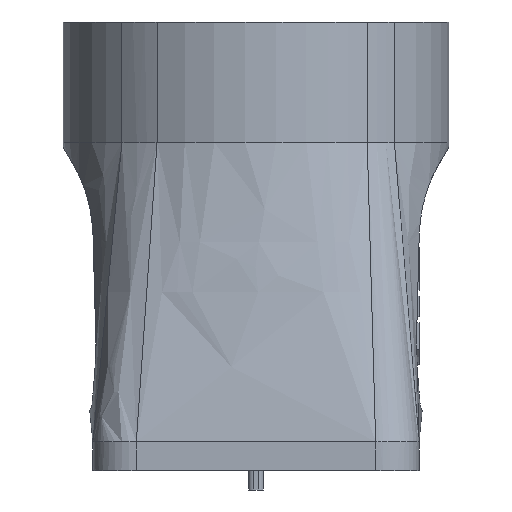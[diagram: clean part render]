
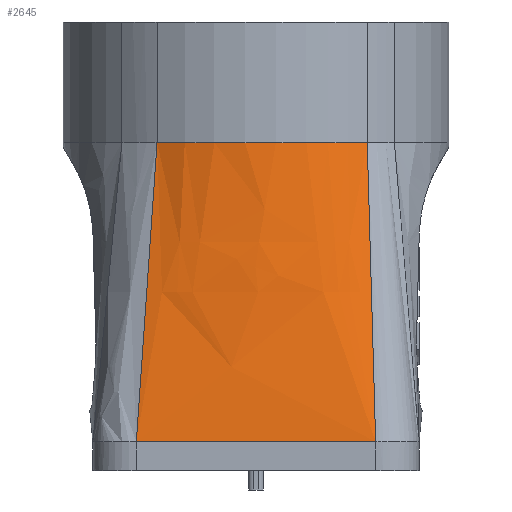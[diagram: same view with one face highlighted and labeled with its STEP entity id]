
A CAD part, left-side view. The second image highlights one B-rep face of the part: STEP entity #2645.
In plain terms, the highlighted free-form (B-spline) face has degree [1, 2] with [2, 10] control points.
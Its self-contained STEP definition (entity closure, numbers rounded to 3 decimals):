
#1410=B_SPLINE_SURFACE_WITH_KNOTS('',1,2,((#9360,#9361,#9362,#9363,#9364,
#9365,#9366,#9367,#9368,#9369),(#9370,#9371,#9372,#9373,#9374,#9375,#9376,
#9377,#9378,#9379)),.UNSPECIFIED.,.F.,.F.,.F.,(2,2),(3,1,1,1,1,1,1,1,3),
(0.,1.),(0.,0.118,0.25,0.368,0.5,0.618,
0.75,0.868,1.),.UNSPECIFIED.);
#1554=B_SPLINE_CURVE_WITH_KNOTS('',3,(#9349,#9350,#9351,#9352,#9353,#9354,
#9355,#9356,#9357,#9358,#9359),.UNSPECIFIED.,.F.,.F.,(4,1,1,1,1,1,1,1,4),
(0.,0.057,0.118,0.182,0.25,0.5,0.807,
0.932,1.),.UNSPECIFIED.);
#1887=LINE('',#8170,#2290);
#1973=LINE('',#9311,#2376);
#1974=LINE('',#9347,#2377);
#2290=VECTOR('',#6722,1.);
#2376=VECTOR('',#6972,1.);
#2377=VECTOR('',#6973,1.);
#2645=ADVANCED_FACE('',(#3012),#1410,.F.);
#3012=FACE_OUTER_BOUND('',#3257,.T.);
#3257=EDGE_LOOP('',(#4323,#4324,#4325,#4326));
#4323=ORIENTED_EDGE('',*,*,#5245,.F.);
#4324=ORIENTED_EDGE('',*,*,#5387,.F.);
#4325=ORIENTED_EDGE('',*,*,#5388,.F.);
#4326=ORIENTED_EDGE('',*,*,#5385,.T.);
#4745=VERTEX_POINT('',#8167);
#4746=VERTEX_POINT('',#8171);
#4822=VERTEX_POINT('',#9312);
#4823=VERTEX_POINT('',#9348);
#5245=EDGE_CURVE('',#4745,#4746,#1887,.T.);
#5385=EDGE_CURVE('',#4822,#4746,#1973,.T.);
#5387=EDGE_CURVE('',#4823,#4745,#1974,.T.);
#5388=EDGE_CURVE('',#4822,#4823,#1554,.T.);
#6722=DIRECTION('',(0.,1.,0.));
#6972=DIRECTION('',(-0.215,0.068,-0.974));
#6973=DIRECTION('',(-0.24,-0.027,-0.97));
#8167=CARTESIAN_POINT('',(-24.,-12.4,3.));
#8170=CARTESIAN_POINT('',(-24.,-12.4,3.));
#8171=CARTESIAN_POINT('',(-24.,12.4,3.));
#9311=CARTESIAN_POINT('',(-17.172,10.252,34.));
#9312=CARTESIAN_POINT('',(-17.172,10.252,34.));
#9347=CARTESIAN_POINT('',(-16.342,-11.53,34.));
#9348=CARTESIAN_POINT('',(-16.342,-11.53,34.));
#9349=CARTESIAN_POINT('',(-17.172,10.252,34.));
#9350=CARTESIAN_POINT('',(-17.396,9.877,34.));
#9351=CARTESIAN_POINT('',(-17.832,9.084,34.));
#9352=CARTESIAN_POINT('',(-18.428,7.816,34.));
#9353=CARTESIAN_POINT('',(-18.959,6.428,34.));
#9354=CARTESIAN_POINT('',(-19.797,3.611,34.));
#9355=CARTESIAN_POINT('',(-20.31,-1.211,34.));
#9356=CARTESIAN_POINT('',(-19.179,-6.415,34.));
#9357=CARTESIAN_POINT('',(-17.448,-9.857,34.));
#9358=CARTESIAN_POINT('',(-16.642,-11.105,34.));
#9359=CARTESIAN_POINT('',(-16.342,-11.53,34.));
#9360=CARTESIAN_POINT('',(-24.,12.4,3.));
#9361=CARTESIAN_POINT('',(-24.,10.94,3.));
#9362=CARTESIAN_POINT('',(-24.,7.84,3.));
#9363=CARTESIAN_POINT('',(-24.,4.74,3.));
#9364=CARTESIAN_POINT('',(-24.,1.64,3.));
#9365=CARTESIAN_POINT('',(-24.,-1.46,3.));
#9366=CARTESIAN_POINT('',(-24.,-4.56,3.));
#9367=CARTESIAN_POINT('',(-24.,-7.66,3.));
#9368=CARTESIAN_POINT('',(-24.,-10.76,3.));
#9369=CARTESIAN_POINT('',(-24.,-12.4,3.));
#9370=CARTESIAN_POINT('',(-17.172,10.252,34.));
#9371=CARTESIAN_POINT('',(-17.83,9.15,34.));
#9372=CARTESIAN_POINT('',(-18.957,6.555,34.));
#9373=CARTESIAN_POINT('',(-19.695,3.744,34.));
#9374=CARTESIAN_POINT('',(-20.045,0.81,34.));
#9375=CARTESIAN_POINT('',(-19.932,-2.16,34.));
#9376=CARTESIAN_POINT('',(-19.409,-5.071,34.));
#9377=CARTESIAN_POINT('',(-18.46,-7.819,34.));
#9378=CARTESIAN_POINT('',(-17.173,-10.352,34.));
#9379=CARTESIAN_POINT('',(-16.342,-11.53,34.));
